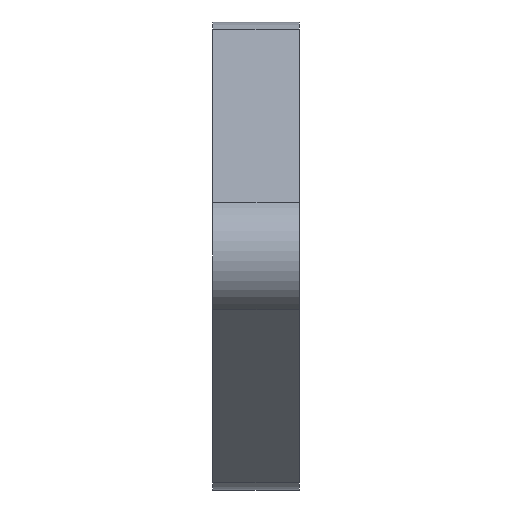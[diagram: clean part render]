
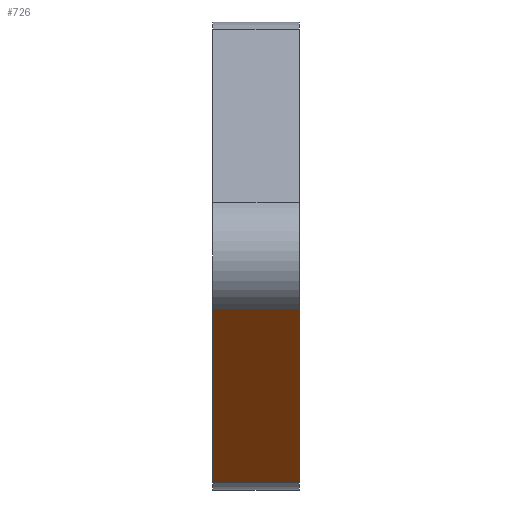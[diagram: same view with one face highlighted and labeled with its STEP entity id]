
A CAD part, left-side view. The second image highlights one B-rep face of the part: STEP entity #726.
In plain terms, the highlighted planar face has unit normal (-0.471, 0, -0.882).
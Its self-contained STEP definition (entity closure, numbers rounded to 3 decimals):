
#109 = DIRECTION ( 'NONE',  ( 0., -1., 0. ) ) ;
#130 = CARTESIAN_POINT ( 'NONE',  ( -81.635, 15., -12.441 ) ) ;
#165 = VECTOR ( 'NONE', #797, 1000. ) ;
#383 = ORIENTED_EDGE ( 'NONE', *, *, #1111, .F. ) ;
#462 = VECTOR ( 'NONE', #109, 1000. ) ;
#496 = VECTOR ( 'NONE', #1638, 1000. ) ;
#516 = CARTESIAN_POINT ( 'NONE',  ( -23.244, 15., -43.583 ) ) ;
#521 = VERTEX_POINT ( 'NONE', #130 ) ;
#579 = LINE ( 'NONE', #1814, #496 ) ;
#596 = VECTOR ( 'NONE', #1702, 1000. ) ;
#651 = LINE ( 'NONE', #1850, #596 ) ;
#693 = LINE ( 'NONE', #1273, #462 ) ;
#726 = ADVANCED_FACE ( 'NONE', ( #1082 ), #1417, .F. ) ;
#797 = DIRECTION ( 'NONE',  ( -0.882, 0., 0.471 ) ) ;
#816 = DIRECTION ( 'NONE',  ( 0.882, 0., -0.471 ) ) ;
#819 = EDGE_CURVE ( 'NONE', #1493, #1744, #693, .T. ) ;
#887 = CARTESIAN_POINT ( 'NONE',  ( -6.635, -5., -52.441 ) ) ;
#964 = EDGE_CURVE ( 'NONE', #1779, #1744, #579, .T. ) ;
#1011 = ORIENTED_EDGE ( 'NONE', *, *, #1907, .F. ) ;
#1082 = FACE_OUTER_BOUND ( 'NONE', #1770, .T. ) ;
#1098 = ORIENTED_EDGE ( 'NONE', *, *, #964, .F. ) ;
#1111 = EDGE_CURVE ( 'NONE', #521, #1779, #651, .T. ) ;
#1244 = CARTESIAN_POINT ( 'NONE',  ( -23.244, 15., -43.583 ) ) ;
#1273 = CARTESIAN_POINT ( 'NONE',  ( -6.635, 15., -52.441 ) ) ;
#1417 = PLANE ( 'NONE',  #1877 ) ;
#1493 = VERTEX_POINT ( 'NONE', #1707 ) ;
#1638 = DIRECTION ( 'NONE',  ( 0.882, 0., -0.471 ) ) ;
#1694 = DIRECTION ( 'NONE',  ( 0.471, 0., 0.882 ) ) ;
#1702 = DIRECTION ( 'NONE',  ( 0., -1., 0. ) ) ;
#1707 = CARTESIAN_POINT ( 'NONE',  ( -6.635, 15., -52.441 ) ) ;
#1715 = LINE ( 'NONE', #1244, #165 ) ;
#1721 = ORIENTED_EDGE ( 'NONE', *, *, #819, .T. ) ;
#1744 = VERTEX_POINT ( 'NONE', #887 ) ;
#1770 = EDGE_LOOP ( 'NONE', ( #1721, #1098, #383, #1011 ) ) ;
#1779 = VERTEX_POINT ( 'NONE', #1948 ) ;
#1814 = CARTESIAN_POINT ( 'NONE',  ( -81.635, -5., -12.441 ) ) ;
#1850 = CARTESIAN_POINT ( 'NONE',  ( -81.635, 15., -12.441 ) ) ;
#1877 = AXIS2_PLACEMENT_3D ( 'NONE', #516, #1694, #816 ) ;
#1907 = EDGE_CURVE ( 'NONE', #1493, #521, #1715, .T. ) ;
#1948 = CARTESIAN_POINT ( 'NONE',  ( -81.635, -5., -12.441 ) ) ;
